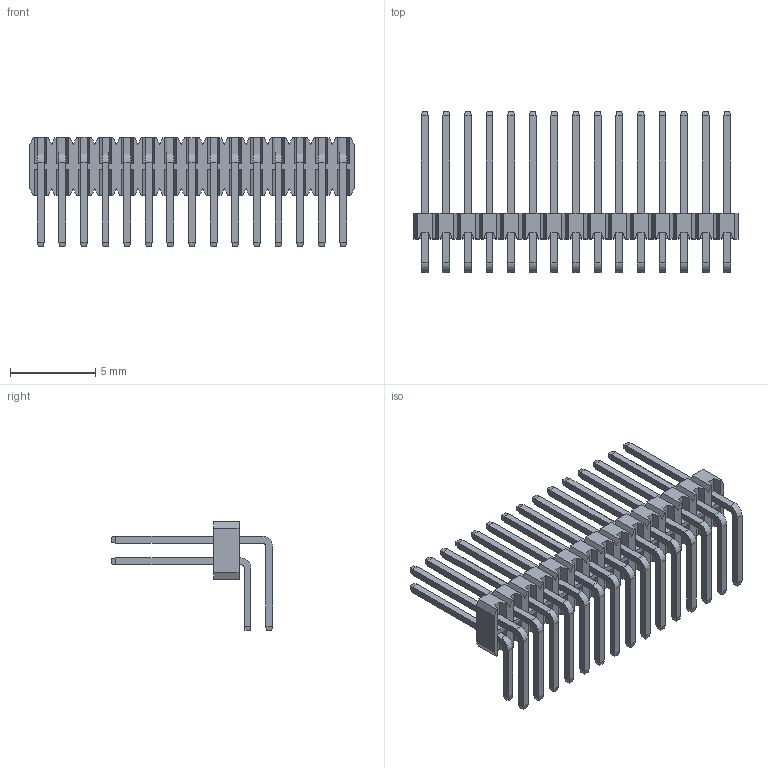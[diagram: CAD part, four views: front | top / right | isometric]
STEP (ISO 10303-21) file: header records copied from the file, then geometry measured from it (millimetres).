
FILE_DESCRIPTION((''),'2;1');
FILE_NAME('FPH12746-D10S1014190710M','2024-01-24T',('工程三'),(''),'PRO/ENGINEER BY PARAMETRIC TECHNOLOGY CORPORATION, 2010280','PRO/ENGINEER BY PARAMETRIC TECHNOLOGY CORPORATION, 2010280','');
FILE_SCHEMA(('CONFIG_CONTROL_DESIGN'));
Length unit declared in the file: millimetre
Products named in the file (1): FPH12746-D10S1014190710M
Bounding box: 19.05 x 9.47 x 6.4 mm (x, y, z)
Volume: 140.6 mm3; surface area: 810.2 mm2
Topology: 1 solids, 1 shells, 874 faces, 2196 edges, 1384 vertices
Faces by surface type: plane 814, cylinder 60
Entity records: 25418 total; most frequent: CARTESIAN_POINT 4454, ORIENTED_EDGE 4392, DIRECTION 4064, EDGE_CURVE 2196, VECTOR 2076, LINE 2076, VERTEX_POINT 1384, AXIS2_PLACEMENT_3D 994
